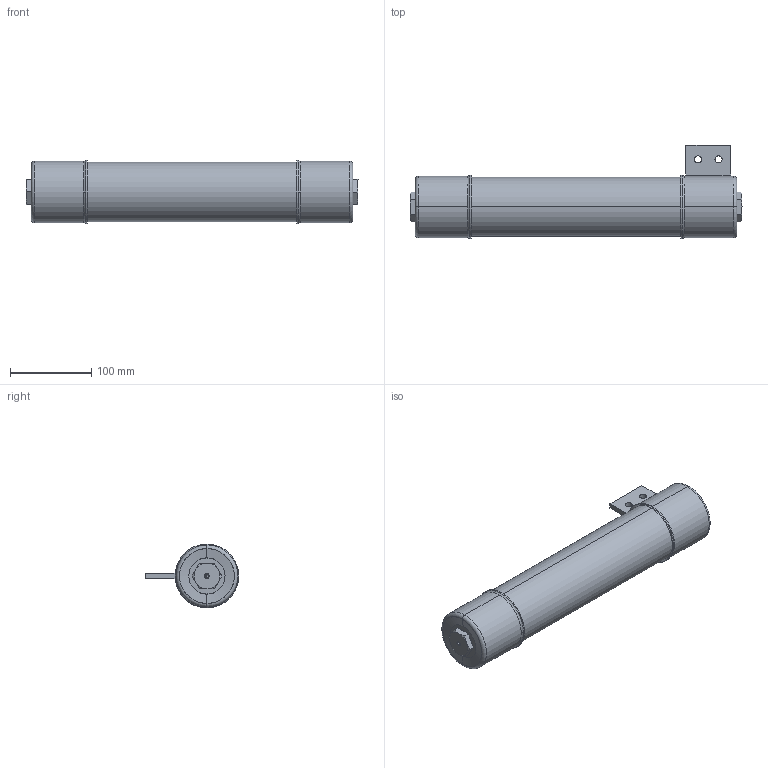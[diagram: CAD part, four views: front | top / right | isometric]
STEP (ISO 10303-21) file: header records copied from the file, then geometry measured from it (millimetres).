
FILE_DESCRIPTION (( 'STEP AP214' ), '1' );
FILE_NAME ('24125.STEP', '2024-06-11T19:41:24', ( '' ), ( '' ), 'SwSTEP 2.0', 'SolidWorks 2021', '' );
FILE_SCHEMA (( 'AUTOMOTIVE_DESIGN' ));
Length unit declared in the file: inch
Products named in the file (16): 340012_-001 SET; 210008_-001; 360035; 919509943^360035; 330054; 35898_35898; 11378_CRIMPED; 150E RTV SEALER^340012; 9399_9399; 170011; 24125; 19909_19909; 360014; 140018_FERRULE,HOLE Ag PLT; 130009_-007; 979103557^360035
Assembly tree (15 placements, depth 3):
  24125
    360014
      130009_-007
    360035
      170011
      19909_19909
      919509943^360035
      979103557^360035
    340012_-001 SET
      11378_CRIMPED
      210008_-001
      150E RTV SEALER^340012
    330054
    140018_FERRULE,HOLE Ag PLT
    35898_35898
    9399_9399
Bounding box: 409.52 x 115.54 x 78.74 mm (x, y, z)
Volume: 380816 mm3; surface area: 275522.2 mm2
Topology: 14 solids, 14 shells, 277 faces, 638 edges, 393 vertices
Faces by surface type: cylinder 84, plane 73, cone 48, bspline 48, torus 18, sphere 6
Entity records: 10806 total; most frequent: CARTESIAN_POINT 3795, ORIENTED_EDGE 1260, DIRECTION 1242, EDGE_CURVE 630, AXIS2_PLACEMENT_3D 520, VERTEX_POINT 389, EDGE_LOOP 307, ADVANCED_FACE 277
